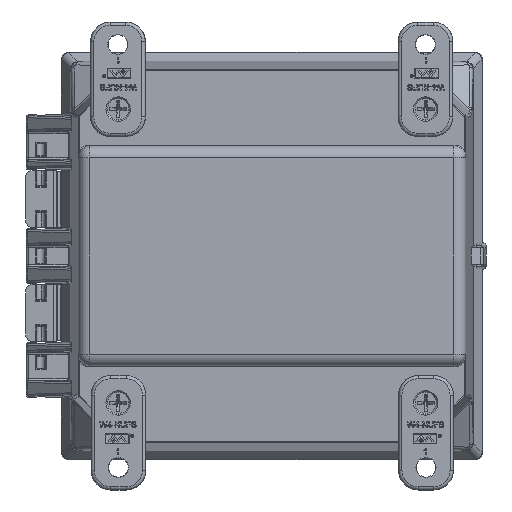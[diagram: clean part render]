
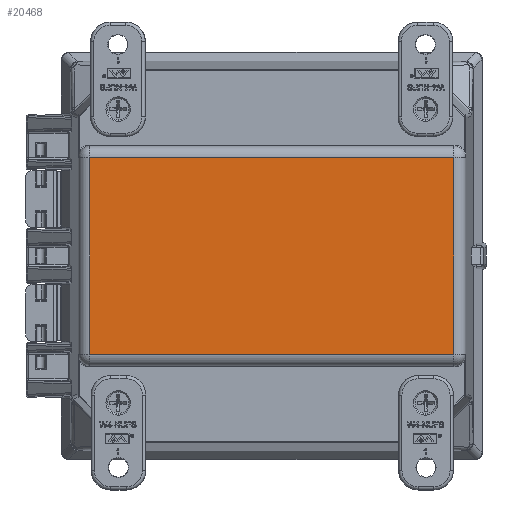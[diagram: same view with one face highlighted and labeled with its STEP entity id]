
A CAD part, front view. The second image highlights one B-rep face of the part: STEP entity #20468.
In plain terms, the highlighted planar face has unit normal (0, -1, 0).
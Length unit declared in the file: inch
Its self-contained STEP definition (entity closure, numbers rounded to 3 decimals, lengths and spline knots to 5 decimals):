
#2584 = CARTESIAN_POINT ( 'NONE',  ( 3.08539, -4.125, -1.56942 ) ) ;
#5256 = CARTESIAN_POINT ( 'NONE',  ( -3.36, -4.125, -3.25 ) ) ;
#8992 = VERTEX_POINT ( 'NONE', #104819 ) ;
#14017 = DIRECTION ( 'NONE',  ( 0., -1., 0. ) ) ;
#15125 = CARTESIAN_POINT ( 'NONE',  ( -3.08539, -4.125, 1.56942 ) ) ;
#17107 = VECTOR ( 'NONE', #38006, 39.37008 ) ;
#17780 = FACE_OUTER_BOUND ( 'NONE', #48058, .T. ) ;
#20468 = ADVANCED_FACE ( 'NONE', ( #17780 ), #57402, .T. ) ;
#21928 = CARTESIAN_POINT ( 'NONE',  ( -2.90481, -4.125, -1.75 ) ) ;
#22015 = LINE ( 'NONE', #100383, #39729 ) ;
#22024 = DIRECTION ( 'NONE',  ( 0., 0., 1. ) ) ;
#25744 = EDGE_CURVE ( 'NONE', #64997, #8992, #61002, .T. ) ;
#34379 = VERTEX_POINT ( 'NONE', #35237 ) ;
#35237 = CARTESIAN_POINT ( 'NONE',  ( 2.90481, -4.125, -1.56942 ) ) ;
#38006 = DIRECTION ( 'NONE',  ( 1., 0., 0. ) ) ;
#39729 = VECTOR ( 'NONE', #22024, 39.37008 ) ;
#39923 = VERTEX_POINT ( 'NONE', #74761 ) ;
#40260 = LINE ( 'NONE', #2584, #17107 ) ;
#44445 = EDGE_CURVE ( 'NONE', #8992, #39923, #108556, .T. ) ;
#48058 = EDGE_LOOP ( 'NONE', ( #88951, #58753, #72389, #74951 ) ) ;
#48194 = DIRECTION ( 'NONE',  ( 0., 0., -1. ) ) ;
#57402 = PLANE ( 'NONE',  #64197 ) ;
#58299 = VECTOR ( 'NONE', #111025, 39.37008 ) ;
#58753 = ORIENTED_EDGE ( 'NONE', *, *, #44445, .T. ) ;
#61002 = LINE ( 'NONE', #15125, #58299 ) ;
#64197 = AXIS2_PLACEMENT_3D ( 'NONE', #5256, #14017, #74863 ) ;
#64997 = VERTEX_POINT ( 'NONE', #65850 ) ;
#65850 = CARTESIAN_POINT ( 'NONE',  ( 2.90481, -4.125, 1.56942 ) ) ;
#68970 = EDGE_CURVE ( 'NONE', #39923, #34379, #40260, .T. ) ;
#72389 = ORIENTED_EDGE ( 'NONE', *, *, #68970, .T. ) ;
#74761 = CARTESIAN_POINT ( 'NONE',  ( -2.90481, -4.125, -1.56942 ) ) ;
#74863 = DIRECTION ( 'NONE',  ( 0., 0., -1. ) ) ;
#74951 = ORIENTED_EDGE ( 'NONE', *, *, #86089, .T. ) ;
#86089 = EDGE_CURVE ( 'NONE', #34379, #64997, #22015, .T. ) ;
#88951 = ORIENTED_EDGE ( 'NONE', *, *, #25744, .T. ) ;
#100383 = CARTESIAN_POINT ( 'NONE',  ( 2.90481, -4.125, 1.75 ) ) ;
#104819 = CARTESIAN_POINT ( 'NONE',  ( -2.90481, -4.125, 1.56942 ) ) ;
#105813 = VECTOR ( 'NONE', #48194, 39.37008 ) ;
#108556 = LINE ( 'NONE', #21928, #105813 ) ;
#111025 = DIRECTION ( 'NONE',  ( -1., 0., 0. ) ) ;
